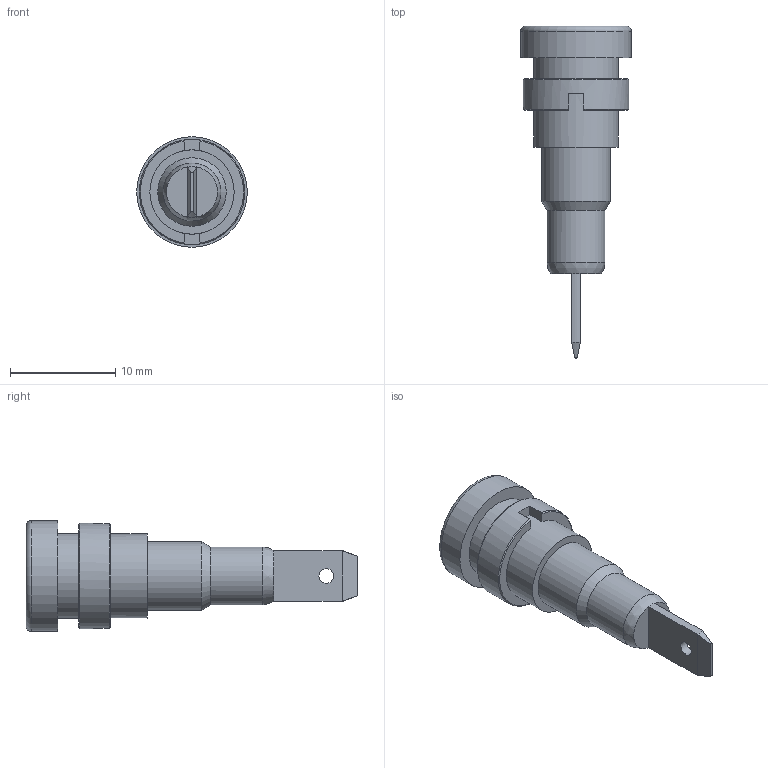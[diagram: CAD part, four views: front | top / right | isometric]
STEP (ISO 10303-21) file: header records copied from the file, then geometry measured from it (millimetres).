
FILE_DESCRIPTION((''),'2;1');
FILE_NAME('10021519.stp','2014-11-07T12:28:04',(''),(''),'Autodesk Inventor 2012','Autodesk Inventor 2012','');
FILE_SCHEMA(('AUTOMOTIVE_DESIGN { 1 0 10303 214 1 1 1 1 }'));
Length unit declared in the file: millimetre
Products named in the file (1): 10021519
Bounding box: 10.5 x 31.5 x 10.5 mm (x, y, z)
Volume: 831.6 mm3; surface area: 1126.8 mm2
Topology: 1 solids, 1 shells, 42 faces, 93 edges, 57 vertices
Faces by surface type: plane 20, cylinder 11, cone 8, torus 2, bspline 1
Full cylindrical faces by diameter (mm): 1.4 x1, 4 x1, 5.2 x1, 5.5 x1, 6.5 x1, 8 x2, 10 x1, 10.5 x1
Entity records: 1119 total; most frequent: CARTESIAN_POINT 209, DIRECTION 186, ORIENTED_EDGE 144, AXIS2_PLACEMENT_3D 80, EDGE_CURVE 72, EDGE_LOOP 64, VERTEX_POINT 52, FACE_OUTER_BOUND 42
